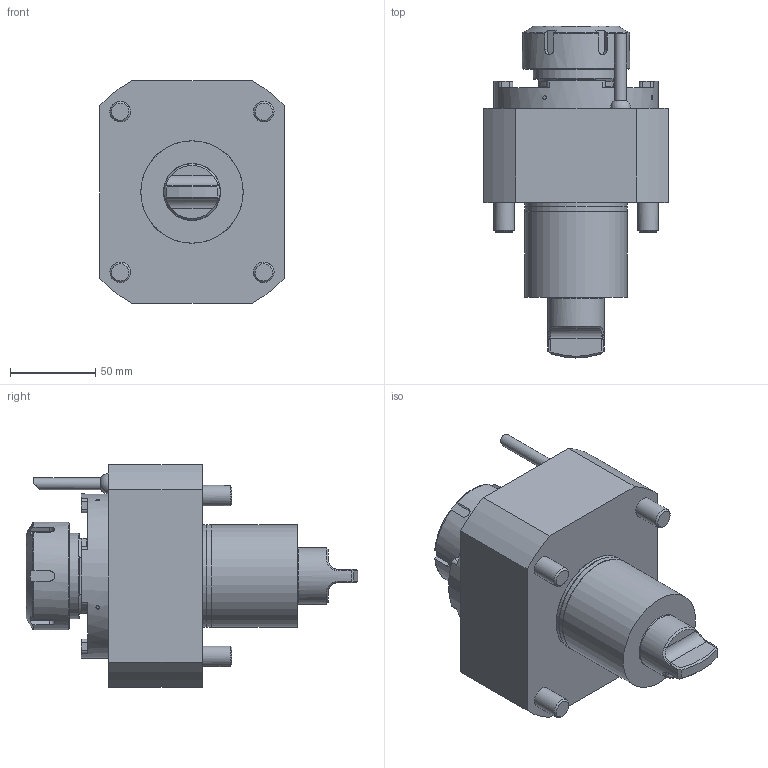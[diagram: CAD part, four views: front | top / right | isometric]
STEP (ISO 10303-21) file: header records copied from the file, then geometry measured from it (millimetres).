
FILE_DESCRIPTION (( 'STEP AP214' ), '1' );
FILE_NAME ('RAPPH40E231UNLP.STEP', '2025-08-07T14:16:37', ( '' ), ( '' ), 'SwSTEP 2.0', 'SolidWorks 2023', '' );
FILE_SCHEMA (( 'AUTOMOTIVE_DESIGN' ));
Length unit declared in the file: millimetre
Products named in the file (1): RAPPH40E231UNLP
Bounding box: 108 x 194.21 x 130 mm (x, y, z)
Volume: 1117445.6 mm3; surface area: 82507 mm2
Topology: 1 solids, 1 shells, 511 faces, 1351 edges, 895 vertices
Faces by surface type: plane 315, cylinder 89, bspline 70, cone 24, torus 12, sphere 1
Full cylindrical faces by diameter (mm): 1.7 x1, 2.1 x1, 4 x1, 6.366 x1, 7 x1, 12 x4, 33 x1, 50 x1, 59.8 x2, 60 x1, 63 x1, 96 x1
Entity records: 24165 total; most frequent: CARTESIAN_POINT 8753, ORIENTED_EDGE 2608, DIRECTION 2164, EDGE_CURVE 1304, VERTEX_POINT 877, VECTOR 856, LINE 856, AXIS2_PLACEMENT_3D 654
